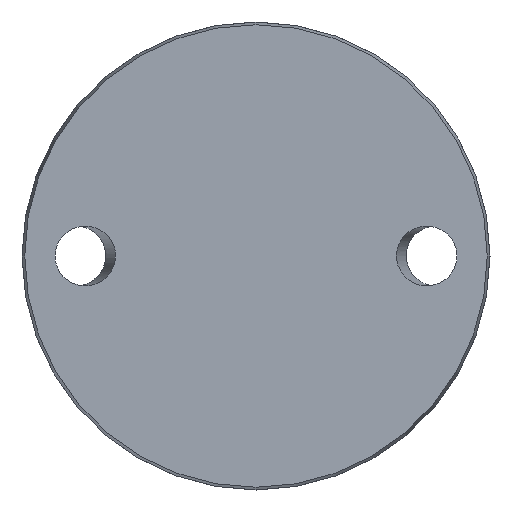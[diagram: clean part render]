
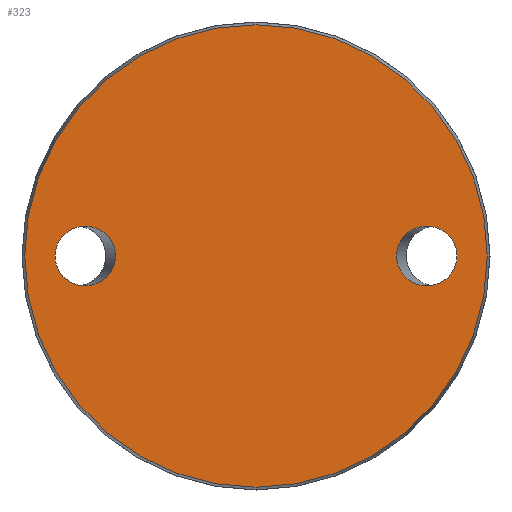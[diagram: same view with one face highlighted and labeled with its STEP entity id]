
A CAD part, front view. The second image highlights one B-rep face of the part: STEP entity #323.
In plain terms, the highlighted planar face has unit normal (0, -1, 0).
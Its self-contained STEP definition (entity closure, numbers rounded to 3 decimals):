
#24 = EDGE_LOOP ( 'NONE', ( #471 ) ) ;
#32 = FACE_BOUND ( 'NONE', #24, .T. ) ;
#37 = PLANE ( 'NONE',  #402 ) ;
#65 = CARTESIAN_POINT ( 'NONE',  ( 0., 0., 0. ) ) ;
#74 = ORIENTED_EDGE ( 'NONE', *, *, #350, .T. ) ;
#132 = CARTESIAN_POINT ( 'NONE',  ( -42.087, 0., 12.5 ) ) ;
#135 = CARTESIAN_POINT ( 'NONE',  ( 29.413, 0., 0. ) ) ;
#146 = VERTEX_POINT ( 'NONE', #441 ) ;
#165 = EDGE_CURVE ( 'NONE', #434, #434, #842, .T. ) ;
#173 = VERTEX_POINT ( 'NONE', #821 ) ;
#190 = DIRECTION ( 'NONE',  ( 0., 0., -1. ) ) ;
#259 = CARTESIAN_POINT ( 'NONE',  ( 29.413, 0., 0. ) ) ;
#268 = CARTESIAN_POINT ( 'NONE',  ( -42.087, 0., 0. ) ) ;
#292 = CIRCLE ( 'NONE', #433, 48.425 ) ;
#323 = ADVANCED_FACE ( 'NONE', ( #32, #473, #469 ), #37, .F. ) ;
#349 = DIRECTION ( 'NONE',  ( 0., -1., 0. ) ) ;
#350 = EDGE_CURVE ( 'NONE', #146, #146, #292, .T. ) ;
#402 = AXIS2_PLACEMENT_3D ( 'NONE', #758, #619, #626 ) ;
#405 = CARTESIAN_POINT ( 'NONE',  ( -29.413, 0., 0. ) ) ;
#412 = CARTESIAN_POINT ( 'NONE',  ( 42.087, 0., -12.5 ) ) ;
#432 = ORIENTED_EDGE ( 'NONE', *, *, #645, .F. ) ;
#433 = AXIS2_PLACEMENT_3D ( 'NONE', #65, #349, #190 ) ;
#434 = VERTEX_POINT ( 'NONE', #725 ) ;
#441 = CARTESIAN_POINT ( 'NONE',  ( 0., 0., -48.425 ) ) ;
#469 = FACE_OUTER_BOUND ( 'NONE', #902, .T. ) ;
#471 = ORIENTED_EDGE ( 'NONE', *, *, #165, .T. ) ;
#473 = FACE_BOUND ( 'NONE', #492, .T. ) ;
#492 = EDGE_LOOP ( 'NONE', ( #432 ) ) ;
#619 = DIRECTION ( 'NONE',  ( 0., 1., 0. ) ) ;
#626 = DIRECTION ( 'NONE',  ( 0., 0., 1. ) ) ;
#630 = CARTESIAN_POINT ( 'NONE',  ( -29.413, 0., 12.5 ) ) ;
#637 = CARTESIAN_POINT ( 'NONE',  ( 29.413, 0., -12.5 ) ) ;
#645 = EDGE_CURVE ( 'NONE', #173, #173, #688, .T. ) ;
#688 =( BOUNDED_CURVE ( )  B_SPLINE_CURVE ( 3, ( #135, #637, #412, #936, #918, #788, #259 ),
 .UNSPECIFIED., .T., .T. ) 
 B_SPLINE_CURVE_WITH_KNOTS ( ( 4, 3, 4 ),
 ( 0., 3.142, 6.283 ),
 .UNSPECIFIED. ) 
 CURVE ( )  GEOMETRIC_REPRESENTATION_ITEM ( )  RATIONAL_B_SPLINE_CURVE ( ( 1., 0.333, 0.333, 1., 0.333, 0.333, 1. ) ) 
 REPRESENTATION_ITEM ( '' )  );
#725 = CARTESIAN_POINT ( 'NONE',  ( -42.087, 0., 0. ) ) ;
#758 = CARTESIAN_POINT ( 'NONE',  ( -48.425, 0., 0. ) ) ;
#783 = CARTESIAN_POINT ( 'NONE',  ( -42.087, 0., 0. ) ) ;
#788 = CARTESIAN_POINT ( 'NONE',  ( 29.413, 0., 12.5 ) ) ;
#821 = CARTESIAN_POINT ( 'NONE',  ( 29.413, 0., 0. ) ) ;
#842 =( BOUNDED_CURVE ( )  B_SPLINE_CURVE ( 3, ( #268, #132, #630, #405, #931, #913, #783 ),
 .UNSPECIFIED., .T., .F. ) 
 B_SPLINE_CURVE_WITH_KNOTS ( ( 4, 3, 4 ),
 ( 0., 3.142, 6.283 ),
 .UNSPECIFIED. ) 
 CURVE ( )  GEOMETRIC_REPRESENTATION_ITEM ( )  RATIONAL_B_SPLINE_CURVE ( ( 1., 0.333, 0.333, 1., 0.333, 0.333, 1. ) ) 
 REPRESENTATION_ITEM ( '' )  );
#902 = EDGE_LOOP ( 'NONE', ( #74 ) ) ;
#913 = CARTESIAN_POINT ( 'NONE',  ( -42.087, 0., -12.5 ) ) ;
#918 = CARTESIAN_POINT ( 'NONE',  ( 42.087, 0., 12.5 ) ) ;
#931 = CARTESIAN_POINT ( 'NONE',  ( -29.413, 0., -12.5 ) ) ;
#936 = CARTESIAN_POINT ( 'NONE',  ( 42.087, 0., 0. ) ) ;
